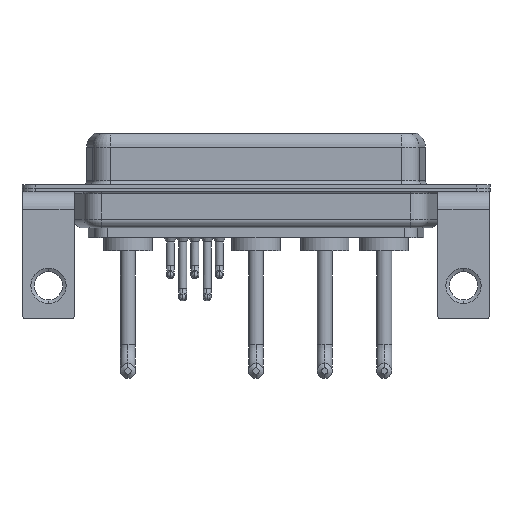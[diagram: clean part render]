
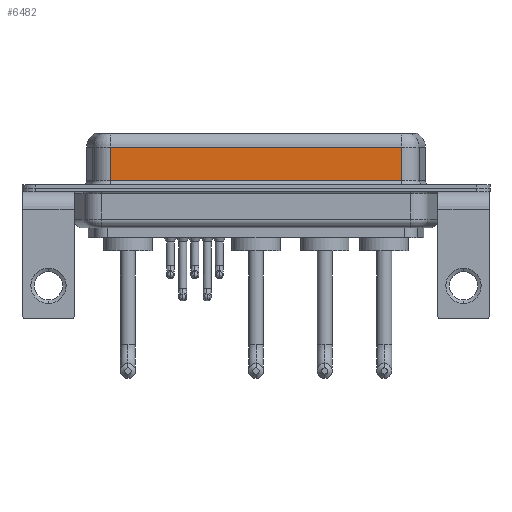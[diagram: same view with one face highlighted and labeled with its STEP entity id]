
A CAD part, front view. The second image highlights one B-rep face of the part: STEP entity #6482.
In plain terms, the highlighted planar face has unit normal (0, -1, 0).
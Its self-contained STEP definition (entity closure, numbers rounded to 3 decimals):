
#427 = VERTEX_POINT ( 'NONE', #7901 ) ;
#607 = VECTOR ( 'NONE', #3302, 1000. ) ;
#823 = CARTESIAN_POINT ( 'NONE',  ( 40.037, -3.95, 0.9 ) ) ;
#1004 = AXIS2_PLACEMENT_3D ( 'NONE', #14979, #17805, #4593 ) ;
#1698 = VECTOR ( 'NONE', #8714, 1000. ) ;
#3302 = DIRECTION ( 'NONE',  ( -1., 0., 0. ) ) ;
#3646 = CARTESIAN_POINT ( 'NONE',  ( 7.013, -3.95, 6.4 ) ) ;
#3745 = VECTOR ( 'NONE', #3761, 1000. ) ;
#3761 = DIRECTION ( 'NONE',  ( 0., 0., -1. ) ) ;
#3864 = PLANE ( 'NONE',  #1004 ) ;
#4260 = VECTOR ( 'NONE', #9199, 1000. ) ;
#4593 = DIRECTION ( 'NONE',  ( 0., 0., 1. ) ) ;
#5729 = LINE ( 'NONE', #7269, #1698 ) ;
#6009 = VERTEX_POINT ( 'NONE', #17487 ) ;
#6133 = VERTEX_POINT ( 'NONE', #11608 ) ;
#6482 = ADVANCED_FACE ( 'NONE', ( #16358 ), #3864, .F. ) ;
#7269 = CARTESIAN_POINT ( 'NONE',  ( 40.037, -3.95, 0.9 ) ) ;
#7449 = ORIENTED_EDGE ( 'NONE', *, *, #11542, .T. ) ;
#7901 = CARTESIAN_POINT ( 'NONE',  ( 7.013, -3.95, 0.9 ) ) ;
#8714 = DIRECTION ( 'NONE',  ( 1., 0., 0. ) ) ;
#8829 = EDGE_CURVE ( 'NONE', #6133, #427, #16132, .T. ) ;
#9199 = DIRECTION ( 'NONE',  ( 0., 0., -1. ) ) ;
#9397 = CARTESIAN_POINT ( 'NONE',  ( 40.037, -3.95, 6.4 ) ) ;
#9492 = LINE ( 'NONE', #9397, #3745 ) ;
#9605 = EDGE_CURVE ( 'NONE', #6009, #13497, #9492, .T. ) ;
#10863 = ORIENTED_EDGE ( 'NONE', *, *, #9605, .F. ) ;
#11542 = EDGE_CURVE ( 'NONE', #6009, #6133, #17160, .T. ) ;
#11608 = CARTESIAN_POINT ( 'NONE',  ( 7.013, -3.95, 4.65 ) ) ;
#12108 = EDGE_LOOP ( 'NONE', ( #10863, #7449, #14824, #12268 ) ) ;
#12268 = ORIENTED_EDGE ( 'NONE', *, *, #15893, .T. ) ;
#13497 = VERTEX_POINT ( 'NONE', #823 ) ;
#14824 = ORIENTED_EDGE ( 'NONE', *, *, #8829, .T. ) ;
#14979 = CARTESIAN_POINT ( 'NONE',  ( 40.037, -3.95, 6.4 ) ) ;
#15787 = CARTESIAN_POINT ( 'NONE',  ( 40.037, -3.95, 4.65 ) ) ;
#15893 = EDGE_CURVE ( 'NONE', #427, #13497, #5729, .T. ) ;
#16132 = LINE ( 'NONE', #3646, #4260 ) ;
#16358 = FACE_OUTER_BOUND ( 'NONE', #12108, .T. ) ;
#17160 = LINE ( 'NONE', #15787, #607 ) ;
#17487 = CARTESIAN_POINT ( 'NONE',  ( 40.037, -3.95, 4.65 ) ) ;
#17805 = DIRECTION ( 'NONE',  ( 0., 1., 0. ) ) ;
